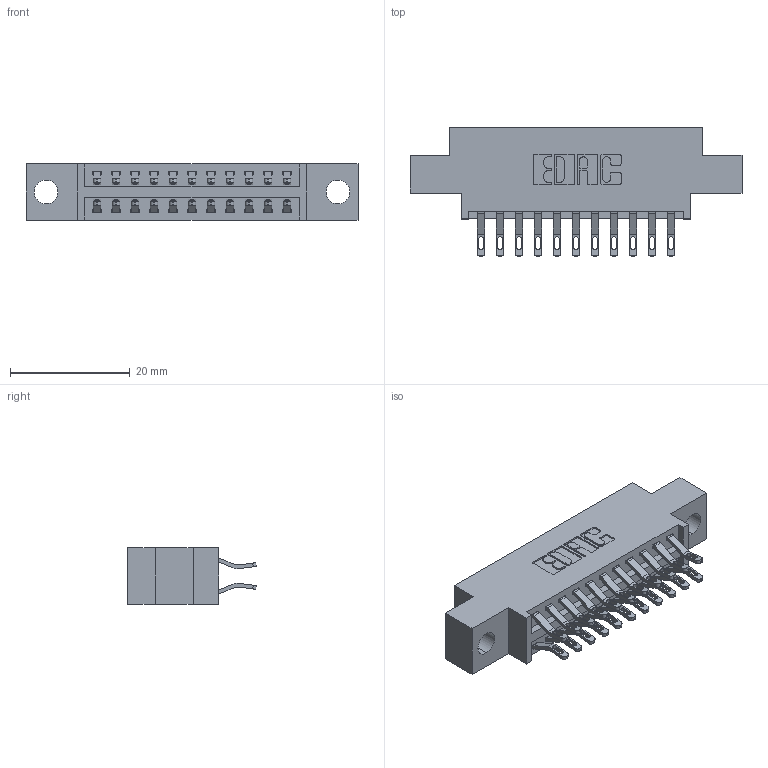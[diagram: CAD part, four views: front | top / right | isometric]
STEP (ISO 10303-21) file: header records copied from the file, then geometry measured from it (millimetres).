
FILE_DESCRIPTION (( 'STEP AP203' ), '1' );
FILE_NAME ('396-022-555-804.STEP', '2019-11-01T18:31:59', ( '' ), ( '' ), 'SwSTEP 2.0', 'SolidWorks 2016', '' );
FILE_SCHEMA (( 'CONFIG_CONTROL_DESIGN' ));
Length unit declared in the file: inch
Products named in the file (3): 396-022-555-804; 346 Part_0.170 Offset - 0.156 Dia-TH; 345-292-001_555 Tail
Assembly tree (23 placements, depth 2):
  396-022-555-804
    346 Part_0.170 Offset - 0.156 Dia-TH
    345-292-001_555 Tail  x22
Bounding box: 55.5 x 21.46 x 9.4 mm (x, y, z)
Volume: 4992.4 mm3; surface area: 6595.6 mm2
Topology: 23 solids, 23 shells, 1402 faces, 4367 edges, 2910 vertices
Faces by surface type: plane 806, cylinder 596
Entity records: 11813 total; most frequent: CARTESIAN_POINT 2026, ORIENTED_EDGE 1930, DIRECTION 1805, EDGE_CURVE 965, LINE 769, VECTOR 769, VERTEX_POINT 642, AXIS2_PLACEMENT_3D 518
